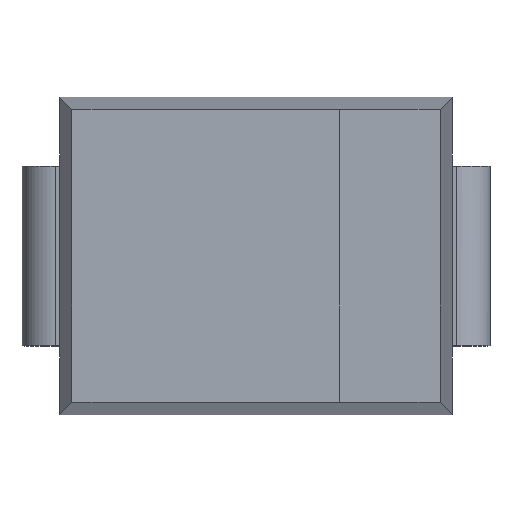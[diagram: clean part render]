
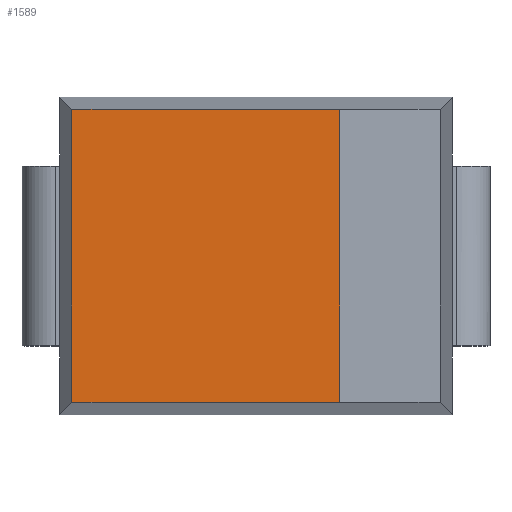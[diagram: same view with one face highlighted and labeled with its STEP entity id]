
A CAD part, top view. The second image highlights one B-rep face of the part: STEP entity #1589.
In plain terms, the highlighted planar face has unit normal (0, 0, 1).
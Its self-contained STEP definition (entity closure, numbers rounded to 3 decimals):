
#119 = CARTESIAN_POINT ( 'NONE',  ( 1.002, 1.752, 2.4 ) ) ;
#136 = ORIENTED_EDGE ( 'NONE', *, *, #1157, .T. ) ;
#161 = CARTESIAN_POINT ( 'NONE',  ( -2.202, -1.9, 2.4 ) ) ;
#198 = EDGE_CURVE ( 'NONE', #1581, #324, #588, .T. ) ;
#274 = DIRECTION ( 'NONE',  ( -1., 0., 0. ) ) ;
#294 = CARTESIAN_POINT ( 'NONE',  ( -2.202, -1.752, 2.4 ) ) ;
#324 = VERTEX_POINT ( 'NONE', #294 ) ;
#453 = LINE ( 'NONE', #1051, #959 ) ;
#519 = DIRECTION ( 'NONE',  ( 1., 0., 0. ) ) ;
#587 = CARTESIAN_POINT ( 'NONE',  ( -2.202, 1.752, 2.4 ) ) ;
#588 = LINE ( 'NONE', #1640, #756 ) ;
#589 = ORIENTED_EDGE ( 'NONE', *, *, #716, .T. ) ;
#643 = VECTOR ( 'NONE', #519, 1000. ) ;
#716 = EDGE_CURVE ( 'NONE', #892, #1581, #453, .T. ) ;
#756 = VECTOR ( 'NONE', #1941, 1000. ) ;
#766 = DIRECTION ( 'NONE',  ( 1., 0., 0. ) ) ;
#892 = VERTEX_POINT ( 'NONE', #1029 ) ;
#959 = VECTOR ( 'NONE', #274, 1000. ) ;
#960 = LINE ( 'NONE', #1567, #643 ) ;
#1002 = VERTEX_POINT ( 'NONE', #1503 ) ;
#1029 = CARTESIAN_POINT ( 'NONE',  ( 1.002, 1.752, 2.4 ) ) ;
#1051 = CARTESIAN_POINT ( 'NONE',  ( -2.202, 1.752, 2.4 ) ) ;
#1073 = CARTESIAN_POINT ( 'NONE',  ( 1.002, -0.584, 2.4 ) ) ;
#1157 = EDGE_CURVE ( 'NONE', #324, #1002, #960, .T. ) ;
#1165 = ORIENTED_EDGE ( 'NONE', *, *, #198, .T. ) ;
#1182 = DIRECTION ( 'NONE',  ( 0., 0., 1. ) ) ;
#1331 = ORIENTED_EDGE ( 'NONE', *, *, #1398, .T. ) ;
#1398 = EDGE_CURVE ( 'NONE', #1002, #892, #1566, .T. ) ;
#1494 = CARTESIAN_POINT ( 'NONE',  ( 1.002, -1.752, 2.4 ) ) ;
#1503 = CARTESIAN_POINT ( 'NONE',  ( 1.002, -1.752, 2.4 ) ) ;
#1508 = PLANE ( 'NONE',  #1679 ) ;
#1513 = CARTESIAN_POINT ( 'NONE',  ( 1.002, 0.584, 2.4 ) ) ;
#1566 = B_SPLINE_CURVE_WITH_KNOTS ( 'NONE', 3,
 ( #1494, #1073, #1513, #119 ),
 .UNSPECIFIED., .F., .F.,
 ( 4, 4 ),
 ( 0., 1. ),
 .UNSPECIFIED. ) ;
#1567 = CARTESIAN_POINT ( 'NONE',  ( -2.202, -1.752, 2.4 ) ) ;
#1581 = VERTEX_POINT ( 'NONE', #587 ) ;
#1589 = ADVANCED_FACE ( 'NONE', ( #1683 ), #1508, .T. ) ;
#1640 = CARTESIAN_POINT ( 'NONE',  ( -2.202, -1.9, 2.4 ) ) ;
#1679 = AXIS2_PLACEMENT_3D ( 'NONE', #161, #1182, #766 ) ;
#1683 = FACE_OUTER_BOUND ( 'NONE', #1853, .T. ) ;
#1853 = EDGE_LOOP ( 'NONE', ( #1165, #136, #1331, #589 ) ) ;
#1941 = DIRECTION ( 'NONE',  ( 0., -1., 0. ) ) ;
